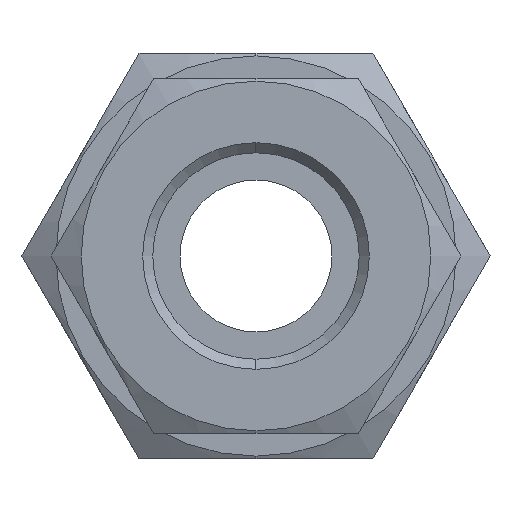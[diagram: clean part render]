
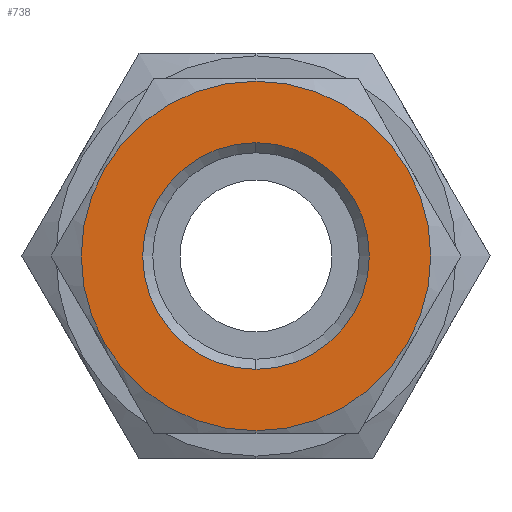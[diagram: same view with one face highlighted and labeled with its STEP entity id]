
A CAD part, front view. The second image highlights one B-rep face of the part: STEP entity #738.
In plain terms, the highlighted planar face has unit normal (0, -1, 0).
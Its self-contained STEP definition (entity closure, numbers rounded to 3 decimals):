
#40 = VERTEX_POINT ( 'NONE', #647 ) ;
#41 = VERTEX_POINT ( 'NONE', #632 ) ;
#42 = VERTEX_POINT ( 'NONE', #631 ) ;
#43 = VERTEX_POINT ( 'NONE', #630 ) ;
#73 = EDGE_LOOP ( 'NONE', ( #168, #169 ) ) ;
#166 = EDGE_LOOP ( 'NONE', ( #171, #170 ) ) ;
#168 = ORIENTED_EDGE ( 'NONE', *, *, #721, .T. ) ;
#169 = ORIENTED_EDGE ( 'NONE', *, *, #748, .T. ) ;
#170 = ORIENTED_EDGE ( 'NONE', *, *, #724, .T. ) ;
#171 = ORIENTED_EDGE ( 'NONE', *, *, #2473, .T. ) ;
#199 = FACE_BOUND ( 'NONE', #73, .T. ) ;
#200 = FACE_OUTER_BOUND ( 'NONE', #166, .T. ) ;
#630 = CARTESIAN_POINT ( 'NONE',  ( 0., -8.324, -4.475 ) ) ;
#631 = CARTESIAN_POINT ( 'NONE',  ( 0., -8.324, 4.475 ) ) ;
#632 = CARTESIAN_POINT ( 'NONE',  ( 0., -8.324, 6.9 ) ) ;
#647 = CARTESIAN_POINT ( 'NONE',  ( 0., -8.324, -6.9 ) ) ;
#721 = EDGE_CURVE ( 'NONE', #42, #43, #972, .T. ) ;
#724 = EDGE_CURVE ( 'NONE', #41, #40, #940, .T. ) ;
#738 = ADVANCED_FACE ( 'NONE', ( #199, #200 ), #2025, .F. ) ;
#748 = EDGE_CURVE ( 'NONE', #43, #42, #1194, .T. ) ;
#929 = AXIS2_PLACEMENT_3D ( 'NONE', #1953, #1954, #1955 ) ;
#940 = CIRCLE ( 'NONE', #962, 6.9 ) ;
#962 = AXIS2_PLACEMENT_3D ( 'NONE', #1960, #1961, #1962 ) ;
#972 = CIRCLE ( 'NONE', #929, 4.475 ) ;
#1185 = AXIS2_PLACEMENT_3D ( 'NONE', #1234, #1235, #1236 ) ;
#1186 = CIRCLE ( 'NONE', #1185, 6.9 ) ;
#1187 = AXIS2_PLACEMENT_3D ( 'NONE', #2052, #2053, #2054 ) ;
#1194 = CIRCLE ( 'NONE', #1187, 4.475 ) ;
#1204 = AXIS2_PLACEMENT_3D ( 'NONE', #2026, #2027, #2028 ) ;
#1234 = CARTESIAN_POINT ( 'NONE',  ( 0., -8.324, 0. ) ) ;
#1235 = DIRECTION ( 'NONE',  ( 0., -1., 0. ) ) ;
#1236 = DIRECTION ( 'NONE',  ( 0., 0., 1. ) ) ;
#1953 = CARTESIAN_POINT ( 'NONE',  ( 0., -8.324, 0. ) ) ;
#1954 = DIRECTION ( 'NONE',  ( 0., 1., 0. ) ) ;
#1955 = DIRECTION ( 'NONE',  ( 0., 0., -1. ) ) ;
#1960 = CARTESIAN_POINT ( 'NONE',  ( 0., -8.324, 0. ) ) ;
#1961 = DIRECTION ( 'NONE',  ( 0., -1., 0. ) ) ;
#1962 = DIRECTION ( 'NONE',  ( 0., 0., 1. ) ) ;
#2025 = PLANE ( 'NONE',  #1204 ) ;
#2026 = CARTESIAN_POINT ( 'NONE',  ( -6.9, -8.324, 0. ) ) ;
#2027 = DIRECTION ( 'NONE',  ( 0., 1., 0. ) ) ;
#2028 = DIRECTION ( 'NONE',  ( 0., 0., -1. ) ) ;
#2052 = CARTESIAN_POINT ( 'NONE',  ( 0., -8.324, 0. ) ) ;
#2053 = DIRECTION ( 'NONE',  ( 0., 1., 0. ) ) ;
#2054 = DIRECTION ( 'NONE',  ( 0., 0., -1. ) ) ;
#2473 = EDGE_CURVE ( 'NONE', #40, #41, #1186, .T. ) ;
